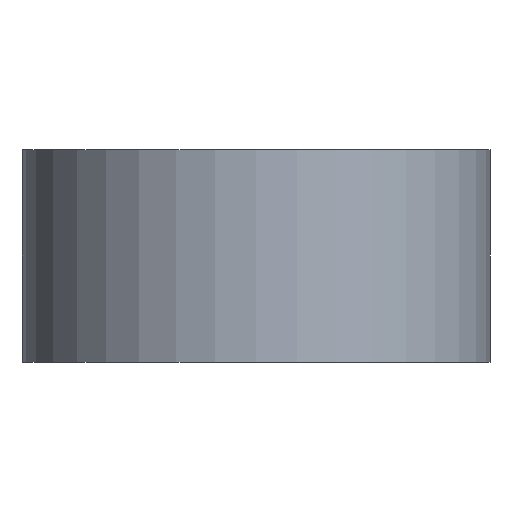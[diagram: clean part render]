
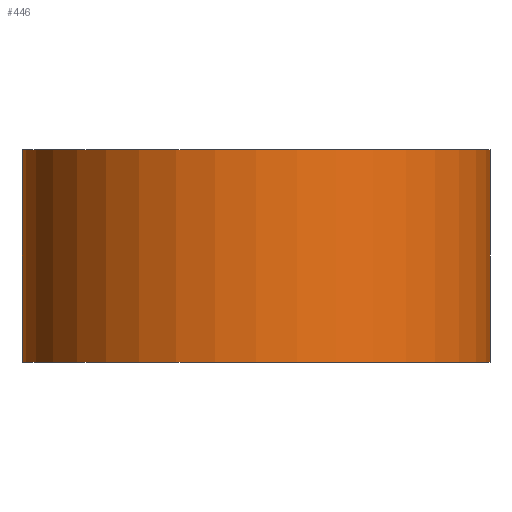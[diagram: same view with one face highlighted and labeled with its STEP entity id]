
A CAD part, front view. The second image highlights one B-rep face of the part: STEP entity #446.
In plain terms, the highlighted cylindrical face has radius 5.5 mm (diameter 11 mm), a full revolution.
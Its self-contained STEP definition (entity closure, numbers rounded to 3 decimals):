
#137=FACE_BOUND('',#168,.T.);
#140=CYLINDRICAL_SURFACE('',#478,5.5);
#142=FACE_OUTER_BOUND('',#167,.T.);
#167=EDGE_LOOP('',(#301));
#168=EDGE_LOOP('',(#302));
#194=CIRCLE('',#477,5.5);
#195=CIRCLE('',#479,5.5);
#196=VERTEX_POINT('',#604);
#197=VERTEX_POINT('',#607);
#238=EDGE_CURVE('',#196,#196,#194,.T.);
#239=EDGE_CURVE('',#197,#197,#195,.T.);
#301=ORIENTED_EDGE('',*,*,#238,.T.);
#302=ORIENTED_EDGE('',*,*,#239,.T.);
#446=ADVANCED_FACE('',(#142,#137),#140,.T.);
#477=AXIS2_PLACEMENT_3D('',#605,#504,#505);
#478=AXIS2_PLACEMENT_3D('',#606,#506,#507);
#479=AXIS2_PLACEMENT_3D('',#608,#508,#509);
#504=DIRECTION('center_axis',(0.,0.,1.));
#505=DIRECTION('ref_axis',(-1.,0.,0.));
#506=DIRECTION('center_axis',(0.,0.,1.));
#507=DIRECTION('ref_axis',(-1.,0.,0.));
#508=DIRECTION('center_axis',(0.,0.,-1.));
#509=DIRECTION('ref_axis',(-1.,0.,0.));
#604=CARTESIAN_POINT('',(5.5,0.,-2.5));
#605=CARTESIAN_POINT('Origin',(0.,0.,-2.5));
#606=CARTESIAN_POINT('Origin',(0.,0.,0.));
#607=CARTESIAN_POINT('',(5.5,0.,2.5));
#608=CARTESIAN_POINT('Origin',(0.,0.,2.5));
